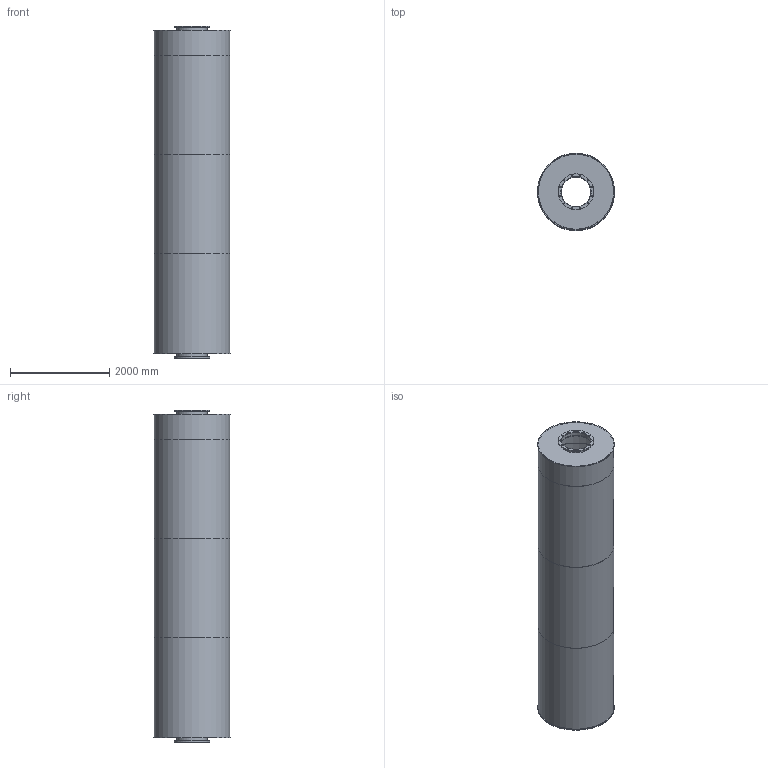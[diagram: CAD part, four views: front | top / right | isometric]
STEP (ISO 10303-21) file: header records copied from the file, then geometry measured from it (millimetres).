
FILE_DESCRIPTION(/* description */ (''),/* implementation_level */ '2;1');
FILE_NAME(/* name */ 'LSAD 24.stp',/* time_stamp */ '2014-10-17T15:52:59+02:00',/* author */ ('Tekenkamer'),/* organization */ (''),/* preprocessor_version */ 'ST-DEVELOPER v15.6',/* originating_system */ 'Autodesk Inventor 2015',/* authorisation */ '');
FILE_SCHEMA (('AUTOMOTIVE_DESIGN { 1 0 10303 214 3 1 1 }'));
Length unit declared in the file: millimetre
Products named in the file (1): MAAT3D
Bounding box: 1555 x 1555 x 6700 mm (x, y, z)
Volume: 193869828.4 mm3; surface area: 70239392.4 mm2
Topology: 10 solids, 10 shells, 64 faces, 132 edges, 88 vertices
Faces by surface type: cylinder 44, plane 20
Full cylindrical faces by diameter (mm): 22 x24, 600 x2, 610 x2, 612 x4, 720 x2, 1515 x4, 1525 x4, 1555 x2
Entity records: 1682 total; most frequent: DIRECTION 306, CARTESIAN_POINT 241, EDGE_LOOP 176, ORIENTED_EDGE 176, AXIS2_PLACEMENT_3D 153, FACE_BOUND 112, CIRCLE 88, VERTEX_POINT 88
